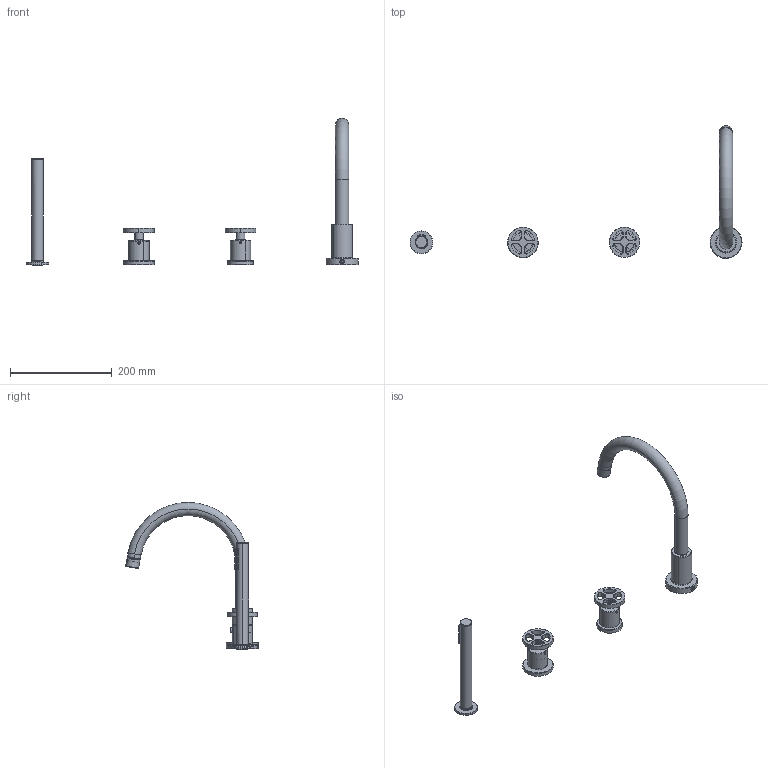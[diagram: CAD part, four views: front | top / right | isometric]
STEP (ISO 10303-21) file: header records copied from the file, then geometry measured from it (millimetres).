
FILE_DESCRIPTION(('CATIA V5 STEP Exchange','CAx-IF Rec.Pracs.--- Model Styling and Organization---1.5--- 2016-08-15','CAx-IF Rec.Pracs.---Supplemental Geometry---1.0---2011-11-01','CAx-IF Rec.Pracs.--- Composite Materials ---3.4---2017-06-13','CAx-IF Rec.Pracs.---Tessellated 3D Geometry---1.0---2015-12-17'),'2;1');
FILE_NAME('MNT76010.stp','2022-09-17T09:25:10+00:00',('none'),('none'),'CATIA Version 5-6 Release 2020 SP2','CATIA V5 STEP AP242 v2','none');
FILE_SCHEMA(('AP242_MANAGED_MODEL_BASED_3D_ENGINEERING_MIM_LF {1 0 10303 442 1 1 4}'));
Length unit declared in the file: millimetre
Products named in the file (1): MNT76010
Bounding box: 653.89 x 261 x 289.8 mm (x, y, z)
Volume: 298609.9 mm3; surface area: 191194.4 mm2
Topology: 27 solids, 31 shells, 2215 faces, 5468 edges, 3426 vertices
Faces by surface type: cylinder 584, plane 579, torus 434, cone 300, extrusion 292, bspline 22, sphere 4
Entity records: 72441 total; most frequent: CARTESIAN_POINT 23127, ORIENTED_EDGE 10912, DIRECTION 8130, EDGE_CURVE 5464, AXIS2_PLACEMENT_3D 3977, VERTEX_POINT 3426, EDGE_LOOP 2404, VECTOR 2356
